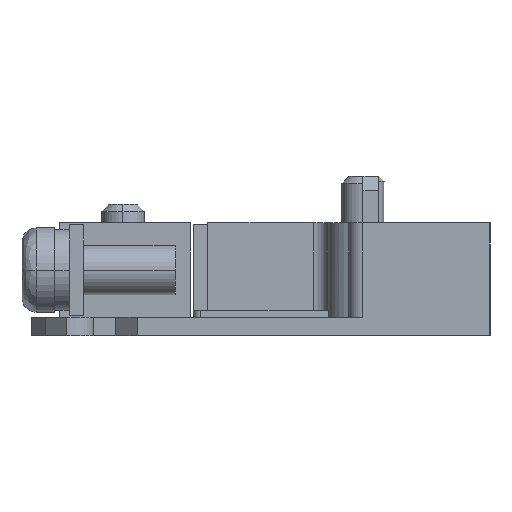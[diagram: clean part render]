
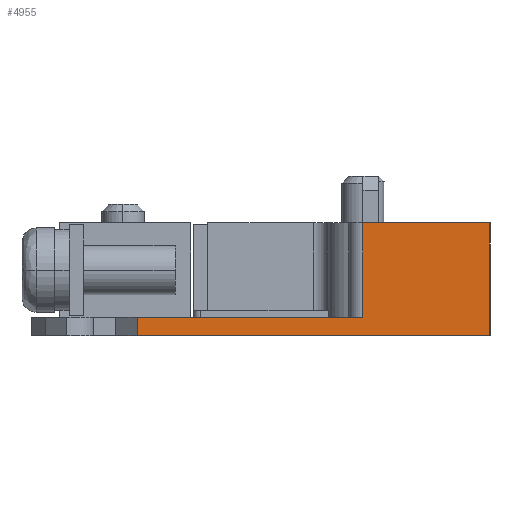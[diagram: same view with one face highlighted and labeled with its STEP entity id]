
A CAD part, left-side view. The second image highlights one B-rep face of the part: STEP entity #4955.
In plain terms, the highlighted planar face has unit normal (-1, 0, 0).
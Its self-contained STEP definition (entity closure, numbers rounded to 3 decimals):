
#101 = ORIENTED_EDGE ( 'NONE', *, *, #1877, .F. ) ;
#166 = VECTOR ( 'NONE', #3261, 1000. ) ;
#494 = CARTESIAN_POINT ( 'NONE',  ( -19., 20., 1.3 ) ) ;
#831 = EDGE_CURVE ( 'NONE', #1781, #2011, #4447, .T. ) ;
#897 = DIRECTION ( 'NONE',  ( 0., 0., 1. ) ) ;
#982 = ORIENTED_EDGE ( 'NONE', *, *, #5017, .F. ) ;
#1057 = DIRECTION ( 'NONE',  ( 0., 0., -1. ) ) ;
#1150 = EDGE_CURVE ( 'NONE', #1445, #2011, #5367, .T. ) ;
#1152 = ORIENTED_EDGE ( 'NONE', *, *, #1865, .F. ) ;
#1218 = CARTESIAN_POINT ( 'NONE',  ( -19., 4., 8. ) ) ;
#1319 = CARTESIAN_POINT ( 'NONE',  ( -19., 20., 0. ) ) ;
#1347 = PLANE ( 'NONE',  #5412 ) ;
#1397 = DIRECTION ( 'NONE',  ( 1., 0., 0. ) ) ;
#1445 = VERTEX_POINT ( 'NONE', #4446 ) ;
#1774 = CARTESIAN_POINT ( 'NONE',  ( -19., 4., 1.3 ) ) ;
#1781 = VERTEX_POINT ( 'NONE', #3439 ) ;
#1797 = LINE ( 'NONE', #1774, #5284 ) ;
#1865 = EDGE_CURVE ( 'NONE', #2640, #2843, #2947, .T. ) ;
#1877 = EDGE_CURVE ( 'NONE', #1445, #4070, #3399, .T. ) ;
#2011 = VERTEX_POINT ( 'NONE', #1319 ) ;
#2473 = CARTESIAN_POINT ( 'NONE',  ( -19., -5., 1.3 ) ) ;
#2640 = VERTEX_POINT ( 'NONE', #1218 ) ;
#2843 = VERTEX_POINT ( 'NONE', #3381 ) ;
#2915 = EDGE_LOOP ( 'NONE', ( #4242, #1152, #982, #101, #3554, #3562 ) ) ;
#2947 = LINE ( 'NONE', #5122, #5599 ) ;
#2998 = CARTESIAN_POINT ( 'NONE',  ( -19., 20., 1.3 ) ) ;
#3188 = CARTESIAN_POINT ( 'NONE',  ( -19., 20., 1.3 ) ) ;
#3257 = DIRECTION ( 'NONE',  ( 0., 0., -1. ) ) ;
#3261 = DIRECTION ( 'NONE',  ( 0., 1., 0. ) ) ;
#3295 = CARTESIAN_POINT ( 'NONE',  ( -19., -5., 0. ) ) ;
#3306 = VECTOR ( 'NONE', #1057, 1000. ) ;
#3381 = CARTESIAN_POINT ( 'NONE',  ( -19., -5., 8. ) ) ;
#3399 = LINE ( 'NONE', #2998, #4224 ) ;
#3439 = CARTESIAN_POINT ( 'NONE',  ( -19., -5., 0. ) ) ;
#3554 = ORIENTED_EDGE ( 'NONE', *, *, #1150, .T. ) ;
#3562 = ORIENTED_EDGE ( 'NONE', *, *, #831, .F. ) ;
#3612 = DIRECTION ( 'NONE',  ( 0., 0., -1. ) ) ;
#4049 = FACE_OUTER_BOUND ( 'NONE', #2915, .T. ) ;
#4070 = VERTEX_POINT ( 'NONE', #5127 ) ;
#4224 = VECTOR ( 'NONE', #5486, 1000. ) ;
#4242 = ORIENTED_EDGE ( 'NONE', *, *, #5560, .F. ) ;
#4446 = CARTESIAN_POINT ( 'NONE',  ( -19., 20., 1.3 ) ) ;
#4447 = LINE ( 'NONE', #3295, #166 ) ;
#4642 = LINE ( 'NONE', #2473, #4653 ) ;
#4653 = VECTOR ( 'NONE', #3257, 1000. ) ;
#4955 = ADVANCED_FACE ( 'NONE', ( #4049 ), #1347, .F. ) ;
#5017 = EDGE_CURVE ( 'NONE', #4070, #2640, #1797, .T. ) ;
#5122 = CARTESIAN_POINT ( 'NONE',  ( -19., 20., 8. ) ) ;
#5127 = CARTESIAN_POINT ( 'NONE',  ( -19., 4., 1.3 ) ) ;
#5284 = VECTOR ( 'NONE', #897, 1000. ) ;
#5367 = LINE ( 'NONE', #3188, #3306 ) ;
#5412 = AXIS2_PLACEMENT_3D ( 'NONE', #494, #1397, #3612 ) ;
#5486 = DIRECTION ( 'NONE',  ( 0., -1., 0. ) ) ;
#5519 = DIRECTION ( 'NONE',  ( 0., -1., 0. ) ) ;
#5560 = EDGE_CURVE ( 'NONE', #2843, #1781, #4642, .T. ) ;
#5599 = VECTOR ( 'NONE', #5519, 1000. ) ;
